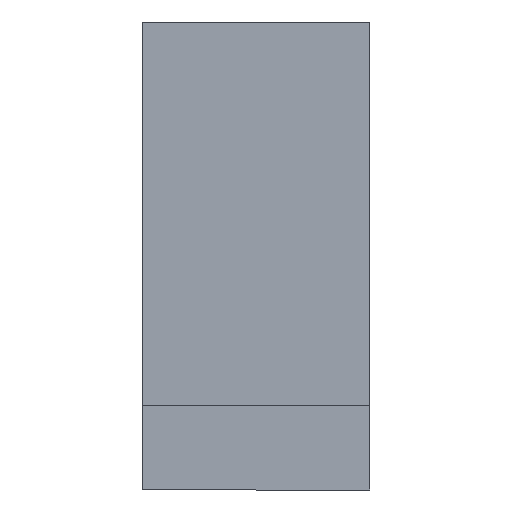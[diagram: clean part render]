
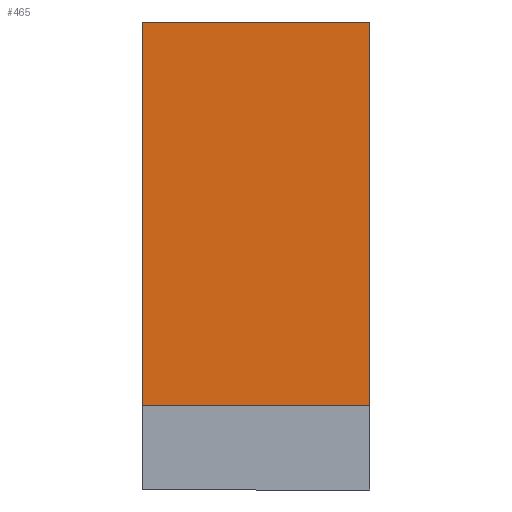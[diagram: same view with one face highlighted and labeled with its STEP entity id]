
A CAD part, front view. The second image highlights one B-rep face of the part: STEP entity #465.
In plain terms, the highlighted planar face has unit normal (0, -1, 0).
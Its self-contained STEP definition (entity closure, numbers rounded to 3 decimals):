
#1 = CARTESIAN_POINT ( 'NONE',  ( -6.5, 0., -10.95 ) ) ;
#57 = ORIENTED_EDGE ( 'NONE', *, *, #1055, .F. ) ;
#73 = VECTOR ( 'NONE', #1139, 1000. ) ;
#94 = DIRECTION ( 'NONE',  ( -1., 0., 0. ) ) ;
#114 = EDGE_CURVE ( 'NONE', #166, #884, #135, .T. ) ;
#135 = LINE ( 'NONE', #176, #353 ) ;
#157 = CARTESIAN_POINT ( 'NONE',  ( 6.5, 0., 10.95 ) ) ;
#166 = VERTEX_POINT ( 'NONE', #1022 ) ;
#172 = CARTESIAN_POINT ( 'NONE',  ( -6.5, 0., 10.95 ) ) ;
#176 = CARTESIAN_POINT ( 'NONE',  ( 6.5, 0., 10.95 ) ) ;
#200 = VERTEX_POINT ( 'NONE', #1 ) ;
#206 = CARTESIAN_POINT ( 'NONE',  ( -6.5, 0., 10.95 ) ) ;
#244 = ORIENTED_EDGE ( 'NONE', *, *, #593, .F. ) ;
#277 = CARTESIAN_POINT ( 'NONE',  ( 6.5, 0., -10.95 ) ) ;
#295 = LINE ( 'NONE', #157, #738 ) ;
#349 = DIRECTION ( 'NONE',  ( 0., 1., 0. ) ) ;
#353 = VECTOR ( 'NONE', #440, 1000. ) ;
#408 = ORIENTED_EDGE ( 'NONE', *, *, #114, .F. ) ;
#430 = LINE ( 'NONE', #206, #73 ) ;
#440 = DIRECTION ( 'NONE',  ( 0., 0., -1. ) ) ;
#441 = LINE ( 'NONE', #277, #1171 ) ;
#465 = ADVANCED_FACE ( 'NONE', ( #512 ), #693, .F. ) ;
#504 = VERTEX_POINT ( 'NONE', #172 ) ;
#512 = FACE_OUTER_BOUND ( 'NONE', #1210, .T. ) ;
#593 = EDGE_CURVE ( 'NONE', #200, #504, #430, .T. ) ;
#693 = PLANE ( 'NONE',  #1019 ) ;
#738 = VECTOR ( 'NONE', #887, 1000. ) ;
#809 = ORIENTED_EDGE ( 'NONE', *, *, #1219, .F. ) ;
#869 = CARTESIAN_POINT ( 'NONE',  ( 6.5, 0., -10.95 ) ) ;
#880 = DIRECTION ( 'NONE',  ( 0., 0., 1. ) ) ;
#884 = VERTEX_POINT ( 'NONE', #869 ) ;
#887 = DIRECTION ( 'NONE',  ( 1., 0., 0. ) ) ;
#1019 = AXIS2_PLACEMENT_3D ( 'NONE', #1183, #349, #880 ) ;
#1022 = CARTESIAN_POINT ( 'NONE',  ( 6.5, 0., 10.95 ) ) ;
#1055 = EDGE_CURVE ( 'NONE', #504, #166, #295, .T. ) ;
#1139 = DIRECTION ( 'NONE',  ( 0., 0., 1. ) ) ;
#1171 = VECTOR ( 'NONE', #94, 1000. ) ;
#1183 = CARTESIAN_POINT ( 'NONE',  ( 0., 0., 0. ) ) ;
#1210 = EDGE_LOOP ( 'NONE', ( #244, #809, #408, #57 ) ) ;
#1219 = EDGE_CURVE ( 'NONE', #884, #200, #441, .T. ) ;
